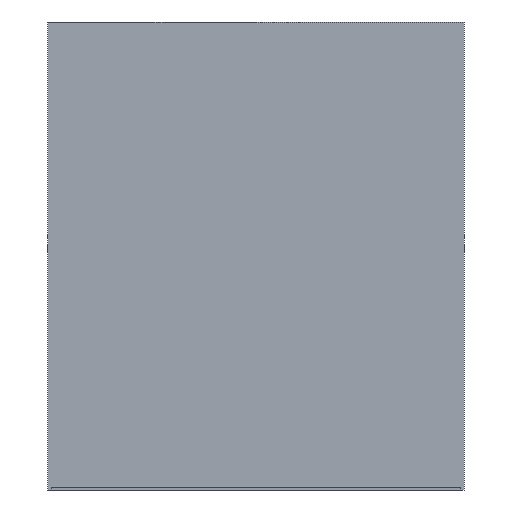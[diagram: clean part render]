
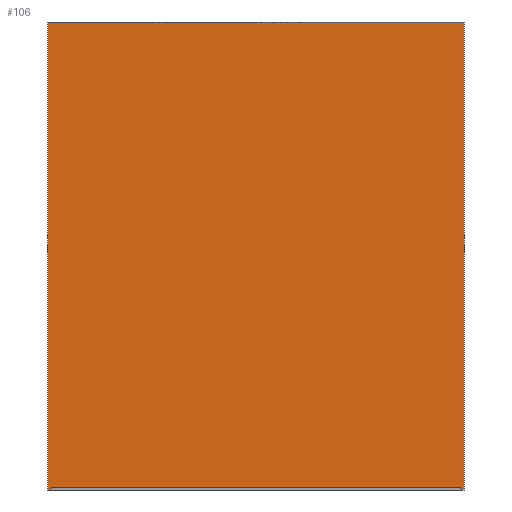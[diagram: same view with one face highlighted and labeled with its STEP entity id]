
A CAD part, left-side view. The second image highlights one B-rep face of the part: STEP entity #106.
In plain terms, the highlighted planar face has unit normal (-1, 0, 0).
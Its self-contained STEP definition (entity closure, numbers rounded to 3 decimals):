
#106=ADVANCED_FACE('',(#166),#136,.T.);
#136=PLANE('',#703);
#166=FACE_OUTER_BOUND('',#196,.T.);
#196=EDGE_LOOP('',(#304,#305,#306,#307,#308,#309,#310,#311));
#304=ORIENTED_EDGE('',*,*,#501,.F.);
#305=ORIENTED_EDGE('',*,*,#449,.T.);
#306=ORIENTED_EDGE('',*,*,#502,.T.);
#307=ORIENTED_EDGE('',*,*,#503,.F.);
#308=ORIENTED_EDGE('',*,*,#504,.F.);
#309=ORIENTED_EDGE('',*,*,#453,.T.);
#310=ORIENTED_EDGE('',*,*,#498,.T.);
#311=ORIENTED_EDGE('',*,*,#485,.F.);
#392=VERTEX_POINT('',#892);
#394=VERTEX_POINT('',#895);
#397=VERTEX_POINT('',#901);
#398=VERTEX_POINT('',#903);
#419=VERTEX_POINT('',#959);
#422=VERTEX_POINT('',#964);
#430=VERTEX_POINT('',#997);
#431=VERTEX_POINT('',#999);
#449=EDGE_CURVE('',#394,#392,#533,.T.);
#453=EDGE_CURVE('',#398,#397,#537,.T.);
#485=EDGE_CURVE('',#422,#419,#569,.T.);
#498=EDGE_CURVE('',#397,#419,#582,.T.);
#501=EDGE_CURVE('',#394,#422,#585,.T.);
#502=EDGE_CURVE('',#392,#430,#586,.T.);
#503=EDGE_CURVE('',#431,#430,#587,.T.);
#504=EDGE_CURVE('',#398,#431,#588,.T.);
#533=LINE('',#894,#617);
#537=LINE('',#902,#621);
#569=LINE('',#965,#653);
#582=LINE('',#990,#666);
#585=LINE('',#995,#669);
#586=LINE('',#996,#670);
#587=LINE('',#998,#671);
#588=LINE('',#1000,#672);
#617=VECTOR('',#736,1.);
#621=VECTOR('',#740,1.);
#653=VECTOR('',#784,1.);
#666=VECTOR('',#807,1.);
#669=VECTOR('',#814,1.);
#670=VECTOR('',#815,1.);
#671=VECTOR('',#816,1.);
#672=VECTOR('',#817,1.);
#703=AXIS2_PLACEMENT_3D('',#1001,#818,#819);
#736=DIRECTION('',(0.,-1.,0.));
#740=DIRECTION('',(0.,-1.,0.));
#784=DIRECTION('',(0.,1.,0.));
#807=DIRECTION('',(0.,0.,1.));
#814=DIRECTION('',(0.,0.,1.));
#815=DIRECTION('',(0.,0.,1.));
#816=DIRECTION('',(0.,-1.,0.));
#817=DIRECTION('',(0.,0.,1.));
#818=DIRECTION('',(-1.,0.,0.));
#819=DIRECTION('',(0.,1.,0.));
#892=CARTESIAN_POINT('',(-1.6,-0.8,0.076));
#894=CARTESIAN_POINT('',(-1.6,-0.788,0.076));
#895=CARTESIAN_POINT('',(-1.6,-0.788,0.076));
#901=CARTESIAN_POINT('',(-1.6,0.788,0.076));
#902=CARTESIAN_POINT('',(-1.6,0.8,0.076));
#903=CARTESIAN_POINT('',(-1.6,0.8,0.076));
#959=CARTESIAN_POINT('',(-1.6,0.788,0.086));
#964=CARTESIAN_POINT('',(-1.6,-0.788,0.086));
#965=CARTESIAN_POINT('',(-1.6,-0.788,0.086));
#990=CARTESIAN_POINT('',(-1.6,0.788,0.076));
#995=CARTESIAN_POINT('',(-1.6,-0.788,0.076));
#996=CARTESIAN_POINT('',(-1.6,-0.8,0.076));
#997=CARTESIAN_POINT('',(-1.6,-0.8,1.876));
#998=CARTESIAN_POINT('',(-1.6,0.8,1.876));
#999=CARTESIAN_POINT('',(-1.6,0.8,1.876));
#1000=CARTESIAN_POINT('',(-1.6,0.8,0.076));
#1001=CARTESIAN_POINT('',(-1.6,0.8,0.076));
